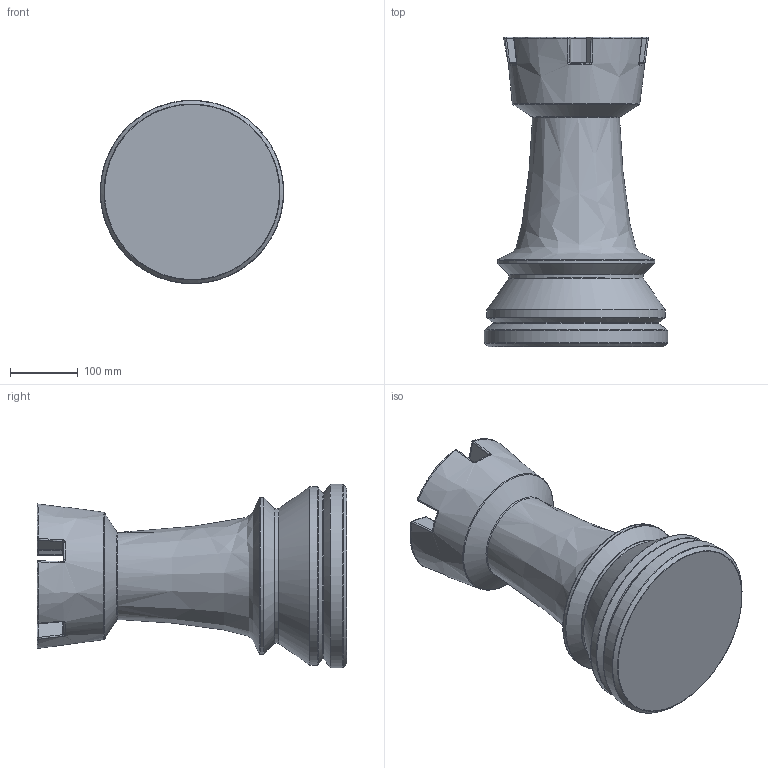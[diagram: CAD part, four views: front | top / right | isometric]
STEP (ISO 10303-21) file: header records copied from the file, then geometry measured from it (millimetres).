
FILE_DESCRIPTION ((), '1');
FILE_NAME ('Rio_Fortian__Hooby__Chess_Pieces__Rook.stp', '2019-06-17T08:49:02', ('Unknown'), ('Unknown'), 'HarmonyWare STEP v1.7.11', 'HarmonyWare Translators', '');
FILE_SCHEMA (('CONFIG_CONTROL_DESIGN'));
Products named in the file (1): Rook
Bounding box: 270.92 x 457.77 x 270.85 mm (x, y, z)
Volume: 12439454.8 mm3; surface area: 418421.6 mm2
Topology: 1 solids, 1 shells, 147 faces, 331 edges, 166 vertices
Faces by surface type: bspline 147
Entity records: 35595 total; most frequent: CARTESIAN_POINT 33529, ORIENTED_EDGE 622, EDGE_CURVE 311, B_SPLINE_CURVE_WITH_KNOTS 296, VERTEX_POINT 166, EDGE_LOOP 147, FACE_OUTER_BOUND 147, ADVANCED_FACE 147
